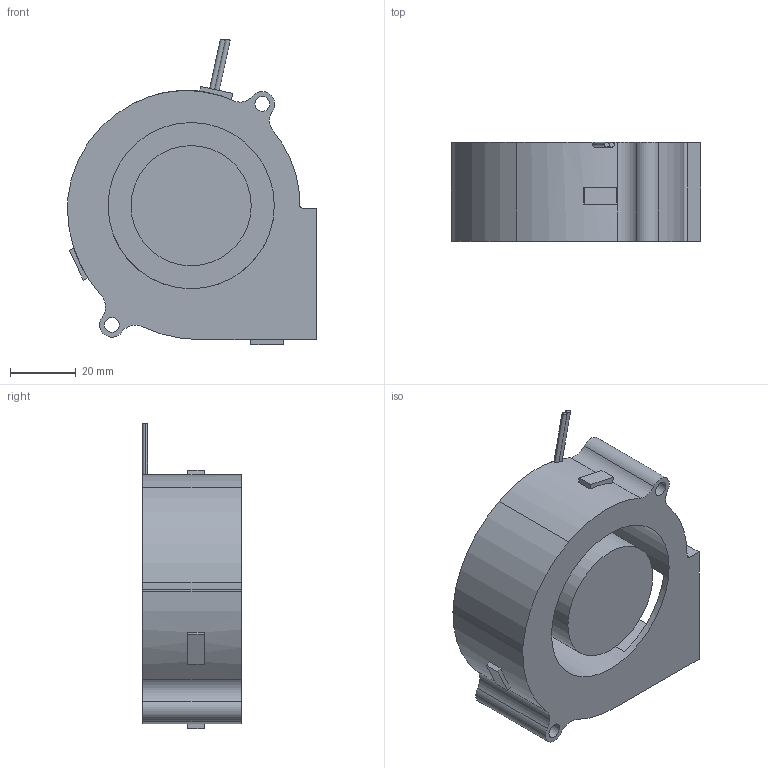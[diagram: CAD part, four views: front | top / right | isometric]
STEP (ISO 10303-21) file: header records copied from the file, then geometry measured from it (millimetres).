
FILE_DESCRIPTION(('starvars output'),'2;1');
FILE_NAME('mbdc_cat.stp','17:34:10 2014/09/16',( 'Thomas Industrial Network Germany GmbH'),( 'Thomas Industrial Network Germany GmbH'),'unknown preprocess','ACIS' ,'unknown authorization');
FILE_SCHEMA(('AUTOMOTIVE_DESIGN_CC2 {UNKNOWN IMPLEMENTATION LEVEL}'));
Length unit declared in the file: millimetre
Products named in the file (1): PRODUCT_ID_29
Bounding box: 75.7 x 30 x 92.9 mm (x, y, z)
Volume: 98374.8 mm3; surface area: 27455.7 mm2
Topology: 1 solids, 1 shells, 60 faces, 160 edges, 106 vertices
Faces by surface type: cylinder 32, plane 28
Entity records: 2421 total; most frequent: CARTESIAN_POINT 390, ORIENTED_EDGE 320, DIRECTION 290, EDGE_CURVE 160, VERTEX_POINT 106, AXIS2_PLACEMENT_3D 102, VECTOR 86, LINE 86
